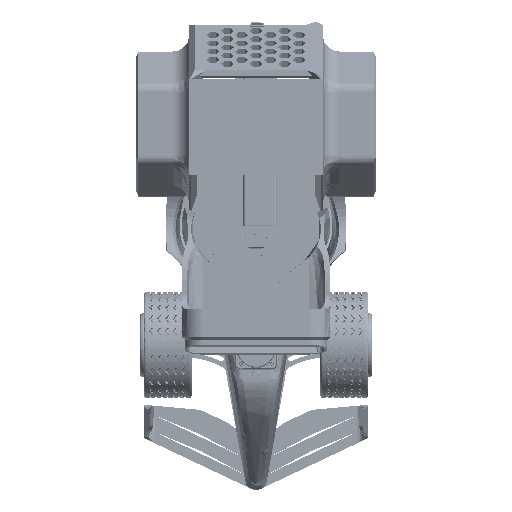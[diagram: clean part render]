
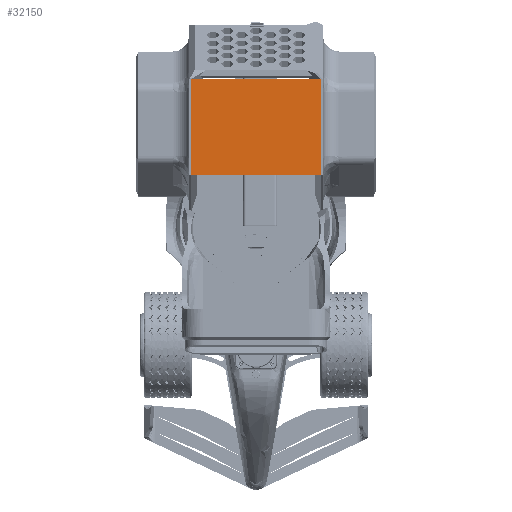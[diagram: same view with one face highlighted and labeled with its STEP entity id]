
A CAD part, top view. The second image highlights one B-rep face of the part: STEP entity #32150.
In plain terms, the highlighted free-form (B-spline) face has degree [1, 1] with [2, 2] control points.
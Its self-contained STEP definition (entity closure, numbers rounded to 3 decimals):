
#32068 = EDGE_CURVE('',#32069,#32071,#32073,.T.);
#32069 = VERTEX_POINT('',#32070);
#32070 = CARTESIAN_POINT('',(66.941,160.891,
    147.973));
#32071 = VERTEX_POINT('',#32072);
#32072 = CARTESIAN_POINT('',(66.941,61.579,
    147.973));
#32073 = B_SPLINE_CURVE_WITH_KNOTS('',1,(#32074,#32075),.UNSPECIFIED.,
  .F.,.F.,(2,2),(5.59,92.376),
  .PIECEWISE_BEZIER_KNOTS.);
#32074 = CARTESIAN_POINT('',(66.941,160.891,
    147.973));
#32075 = CARTESIAN_POINT('',(66.941,61.579,
    147.973));
#32111 = EDGE_CURVE('',#32112,#32114,#32116,.T.);
#32112 = VERTEX_POINT('',#32113);
#32113 = CARTESIAN_POINT('',(-66.941,160.891,
    147.973));
#32114 = VERTEX_POINT('',#32115);
#32115 = CARTESIAN_POINT('',(-66.941,61.579,
    147.973));
#32116 = B_SPLINE_CURVE_WITH_KNOTS('',1,(#32117,#32118),.UNSPECIFIED.,
  .F.,.F.,(2,2),(5.59,92.376),
  .PIECEWISE_BEZIER_KNOTS.);
#32117 = CARTESIAN_POINT('',(-66.941,160.891,
    147.973));
#32118 = CARTESIAN_POINT('',(-66.941,61.579,
    147.973));
#32150 = ADVANCED_FACE('',(#32151),#32165,.T.);
#32151 = FACE_BOUND('',#32152,.T.);
#32152 = EDGE_LOOP('',(#32153,#32154,#32159,#32160));
#32153 = ORIENTED_EDGE('',*,*,#32111,.T.);
#32154 = ORIENTED_EDGE('',*,*,#32155,.T.);
#32155 = EDGE_CURVE('',#32114,#32071,#32156,.T.);
#32156 = B_SPLINE_CURVE_WITH_KNOTS('',1,(#32157,#32158),.UNSPECIFIED.,
  .F.,.F.,(2,2),(0.,116.996),.PIECEWISE_BEZIER_KNOTS.);
#32157 = CARTESIAN_POINT('',(-66.941,61.579,
    147.973));
#32158 = CARTESIAN_POINT('',(66.941,61.579,
    147.973));
#32159 = ORIENTED_EDGE('',*,*,#32068,.F.);
#32160 = ORIENTED_EDGE('',*,*,#32161,.F.);
#32161 = EDGE_CURVE('',#32112,#32069,#32162,.T.);
#32162 = B_SPLINE_CURVE_WITH_KNOTS('',1,(#32163,#32164),.UNSPECIFIED.,
  .F.,.F.,(2,2),(0.,116.996),.PIECEWISE_BEZIER_KNOTS.);
#32163 = CARTESIAN_POINT('',(-66.941,160.891,
    147.973));
#32164 = CARTESIAN_POINT('',(66.941,160.891,
    147.973));
#32165 = B_SPLINE_SURFACE_WITH_KNOTS('',1,1,(
    (#32166,#32167)
    ,(#32168,#32169
    )),.UNSPECIFIED.,.F.,.F.,.F.,(2,2),(2,2),(0.,116.996),(
    -86.786,0.),.PIECEWISE_BEZIER_KNOTS.);
#32166 = CARTESIAN_POINT('',(-66.941,61.579,
    147.973));
#32167 = CARTESIAN_POINT('',(-66.941,160.891,
    147.973));
#32168 = CARTESIAN_POINT('',(66.941,61.579,
    147.973));
#32169 = CARTESIAN_POINT('',(66.941,160.891,
    147.973));
